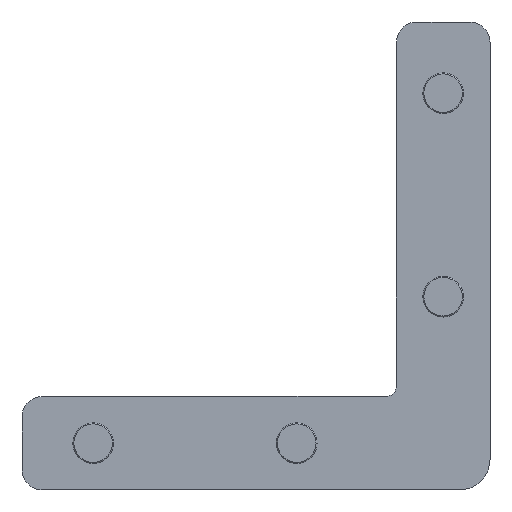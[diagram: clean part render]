
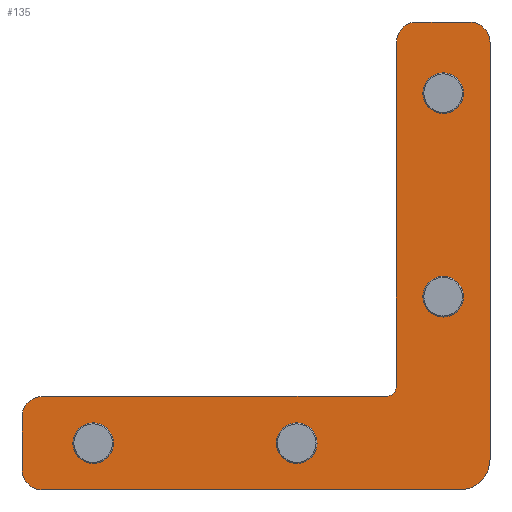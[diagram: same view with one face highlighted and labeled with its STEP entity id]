
A CAD part, front view. The second image highlights one B-rep face of the part: STEP entity #135.
In plain terms, the highlighted planar face has unit normal (0, -1, 0).
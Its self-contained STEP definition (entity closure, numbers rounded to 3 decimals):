
#135=ADVANCED_FACE('',(#317,#318,#319,#320,#321),#322,.T.);
#317=FACE_OUTER_BOUND('',#543,.T.);
#318=FACE_BOUND('',#544,.T.);
#319=FACE_BOUND('',#545,.T.);
#320=FACE_BOUND('',#546,.T.);
#321=FACE_BOUND('',#547,.T.);
#322=PLANE('',#548);
#543=EDGE_LOOP('',(#875,#876,#877,#878,#879,#880,#881,#882,#883,#884,#885,#886));
#544=EDGE_LOOP('',(#887,#888));
#545=EDGE_LOOP('',(#889,#890));
#546=EDGE_LOOP('',(#891,#892));
#547=EDGE_LOOP('',(#893,#894));
#548=AXIS2_PLACEMENT_3D('',#895,#896,#897);
#875=ORIENTED_EDGE('',*,*,#1419,.T.);
#876=ORIENTED_EDGE('',*,*,#1420,.T.);
#877=ORIENTED_EDGE('',*,*,#1421,.T.);
#878=ORIENTED_EDGE('',*,*,#1422,.T.);
#879=ORIENTED_EDGE('',*,*,#1423,.T.);
#880=ORIENTED_EDGE('',*,*,#1424,.T.);
#881=ORIENTED_EDGE('',*,*,#1425,.T.);
#882=ORIENTED_EDGE('',*,*,#1426,.T.);
#883=ORIENTED_EDGE('',*,*,#1427,.T.);
#884=ORIENTED_EDGE('',*,*,#1409,.T.);
#885=ORIENTED_EDGE('',*,*,#1413,.T.);
#886=ORIENTED_EDGE('',*,*,#1417,.T.);
#887=ORIENTED_EDGE('',*,*,#1428,.F.);
#888=ORIENTED_EDGE('',*,*,#1429,.F.);
#889=ORIENTED_EDGE('',*,*,#1430,.F.);
#890=ORIENTED_EDGE('',*,*,#1431,.F.);
#891=ORIENTED_EDGE('',*,*,#1432,.F.);
#892=ORIENTED_EDGE('',*,*,#1433,.F.);
#893=ORIENTED_EDGE('',*,*,#1434,.F.);
#894=ORIENTED_EDGE('',*,*,#1435,.F.);
#895=CARTESIAN_POINT('',(-43.7,-2.5,-6.9));
#896=DIRECTION('',(0.,-1.0,0.));
#897=DIRECTION('',(1.0,0.,0.0));
#1409=EDGE_CURVE('',#1728,#1729,#1730,.T.);
#1413=EDGE_CURVE('',#1729,#1734,#1735,.T.);
#1417=EDGE_CURVE('',#1734,#1738,#1740,.T.);
#1419=EDGE_CURVE('',#1738,#1742,#1743,.T.);
#1420=EDGE_CURVE('',#1742,#1744,#1745,.T.);
#1421=EDGE_CURVE('',#1744,#1746,#1747,.T.);
#1422=EDGE_CURVE('',#1746,#1748,#1749,.T.);
#1423=EDGE_CURVE('',#1748,#1750,#1751,.T.);
#1424=EDGE_CURVE('',#1750,#1752,#1753,.T.);
#1425=EDGE_CURVE('',#1752,#1754,#1755,.T.);
#1426=EDGE_CURVE('',#1754,#1756,#1757,.T.);
#1427=EDGE_CURVE('',#1756,#1728,#1758,.T.);
#1428=EDGE_CURVE('',#1759,#1760,#1761,.T.);
#1429=EDGE_CURVE('',#1760,#1759,#1762,.T.);
#1430=EDGE_CURVE('',#1763,#1764,#1765,.T.);
#1431=EDGE_CURVE('',#1764,#1763,#1766,.T.);
#1432=EDGE_CURVE('',#1767,#1768,#1769,.T.);
#1433=EDGE_CURVE('',#1768,#1767,#1770,.T.);
#1434=EDGE_CURVE('',#1771,#1772,#1773,.T.);
#1435=EDGE_CURVE('',#1772,#1771,#1774,.T.);
#1728=VERTEX_POINT('',#2105);
#1729=VERTEX_POINT('',#2106);
#1730=LINE('',#2107,#2108);
#1734=VERTEX_POINT('',#2114);
#1735=CIRCLE('',#2115,1.0);
#1738=VERTEX_POINT('',#2119);
#1740=LINE('',#2122,#2123);
#1742=VERTEX_POINT('',#2125);
#1743=CIRCLE('',#2126,2.0);
#1744=VERTEX_POINT('',#2127);
#1745=LINE('',#2128,#2129);
#1746=VERTEX_POINT('',#2130);
#1747=CIRCLE('',#2131,2.0);
#1748=VERTEX_POINT('',#2132);
#1749=LINE('',#2133,#2134);
#1750=VERTEX_POINT('',#2135);
#1751=CIRCLE('',#2136,3.0);
#1752=VERTEX_POINT('',#2137);
#1753=LINE('',#2138,#2139);
#1754=VERTEX_POINT('',#2140);
#1755=CIRCLE('',#2141,2.0);
#1756=VERTEX_POINT('',#2142);
#1757=LINE('',#2143,#2144);
#1758=CIRCLE('',#2145,2.0);
#1759=VERTEX_POINT('',#2146);
#1760=VERTEX_POINT('',#2147);
#1761=CIRCLE('',#2148,2.0);
#1762=CIRCLE('',#2149,2.0);
#1763=VERTEX_POINT('',#2150);
#1764=VERTEX_POINT('',#2151);
#1765=CIRCLE('',#2152,2.0);
#1766=CIRCLE('',#2153,2.0);
#1767=VERTEX_POINT('',#2154);
#1768=VERTEX_POINT('',#2155);
#1769=CIRCLE('',#2156,2.0);
#1770=CIRCLE('',#2157,2.0);
#1771=VERTEX_POINT('',#2158);
#1772=VERTEX_POINT('',#2159);
#1773=CIRCLE('',#2160,2.0);
#1774=CIRCLE('',#2161,2.0);
#2105=CARTESIAN_POINT('',(-4.6,-2.5,39.4));
#2106=CARTESIAN_POINT('',(-4.6,-2.5,5.6));
#2107=CARTESIAN_POINT('',(-4.6,-2.5,39.4));
#2108=VECTOR('',#2468,33.8);
#2114=CARTESIAN_POINT('',(-5.6,-2.5,4.6));
#2115=AXIS2_PLACEMENT_3D('',#2471,#2472,#2473);
#2119=CARTESIAN_POINT('',(-39.4,-2.5,4.6));
#2122=CARTESIAN_POINT('',(-5.6,-2.5,4.6));
#2123=VECTOR('',#2476,33.8);
#2125=CARTESIAN_POINT('',(-41.4,-2.5,2.6));
#2126=AXIS2_PLACEMENT_3D('',#2477,#2478,#2479);
#2127=CARTESIAN_POINT('',(-41.4,-2.5,-2.6));
#2128=CARTESIAN_POINT('',(-41.4,-2.5,2.6));
#2129=VECTOR('',#2480,5.2);
#2130=CARTESIAN_POINT('',(-39.4,-2.5,-4.6));
#2131=AXIS2_PLACEMENT_3D('',#2481,#2482,#2483);
#2132=CARTESIAN_POINT('',(1.6,-2.5,-4.6));
#2133=CARTESIAN_POINT('',(-39.4,-2.5,-4.6));
#2134=VECTOR('',#2484,41.0);
#2135=CARTESIAN_POINT('',(4.6,-2.5,-1.6));
#2136=AXIS2_PLACEMENT_3D('',#2485,#2486,#2487);
#2137=CARTESIAN_POINT('',(4.6,-2.5,39.4));
#2138=CARTESIAN_POINT('',(4.6,-2.5,-1.6));
#2139=VECTOR('',#2488,41.0);
#2140=CARTESIAN_POINT('',(2.6,-2.5,41.4));
#2141=AXIS2_PLACEMENT_3D('',#2489,#2490,#2491);
#2142=CARTESIAN_POINT('',(-2.6,-2.5,41.4));
#2143=CARTESIAN_POINT('',(2.6,-2.5,41.4));
#2144=VECTOR('',#2492,5.2);
#2145=AXIS2_PLACEMENT_3D('',#2493,#2494,#2495);
#2146=CARTESIAN_POINT('',(-2.,-2.5,34.4));
#2147=CARTESIAN_POINT('',(2.,-2.5,34.4));
#2148=AXIS2_PLACEMENT_3D('',#2496,#2497,#2498);
#2149=AXIS2_PLACEMENT_3D('',#2499,#2500,#2501);
#2150=CARTESIAN_POINT('',(-2.,-2.5,14.4));
#2151=CARTESIAN_POINT('',(2.,-2.5,14.4));
#2152=AXIS2_PLACEMENT_3D('',#2502,#2503,#2504);
#2153=AXIS2_PLACEMENT_3D('',#2505,#2506,#2507);
#2154=CARTESIAN_POINT('',(-34.4,-2.5,-2.0));
#2155=CARTESIAN_POINT('',(-34.4,-2.5,2.0));
#2156=AXIS2_PLACEMENT_3D('',#2508,#2509,#2510);
#2157=AXIS2_PLACEMENT_3D('',#2511,#2512,#2513);
#2158=CARTESIAN_POINT('',(-14.4,-2.5,-2.0));
#2159=CARTESIAN_POINT('',(-14.4,-2.5,2.0));
#2160=AXIS2_PLACEMENT_3D('',#2514,#2515,#2516);
#2161=AXIS2_PLACEMENT_3D('',#2517,#2518,#2519);
#2468=DIRECTION('',(0.,0.,-1.0));
#2471=CARTESIAN_POINT('',(-5.6,-2.5,5.6));
#2472=DIRECTION('',(0.,1.0,0.));
#2473=DIRECTION('',(1.0,0.,0.0));
#2476=DIRECTION('',(-1.0,0.,0.0));
#2477=CARTESIAN_POINT('',(-39.4,-2.5,2.6));
#2478=DIRECTION('',(0.,-1.0,0.));
#2479=DIRECTION('',(0.,0.,1.0));
#2480=DIRECTION('',(0.,0.,-1.0));
#2481=CARTESIAN_POINT('',(-39.4,-2.5,-2.6));
#2482=DIRECTION('',(0.,-1.0,0.));
#2483=DIRECTION('',(-1.0,0.,0.0));
#2484=DIRECTION('',(1.0,0.,0.0));
#2485=CARTESIAN_POINT('',(1.6,-2.5,-1.6));
#2486=DIRECTION('',(0.,-1.0,0.));
#2487=DIRECTION('',(0.,0.,-1.0));
#2488=DIRECTION('',(0.,0.,1.0));
#2489=CARTESIAN_POINT('',(2.6,-2.5,39.4));
#2490=DIRECTION('',(0.,-1.0,0.));
#2491=DIRECTION('',(1.0,0.,0.0));
#2492=DIRECTION('',(-1.0,0.,0.0));
#2493=CARTESIAN_POINT('',(-2.6,-2.5,39.4));
#2494=DIRECTION('',(0.,-1.0,0.));
#2495=DIRECTION('',(0.,0.,1.0));
#2496=CARTESIAN_POINT('',(0.,-2.5,34.4));
#2497=DIRECTION('',(0.,-1.0,0.));
#2498=DIRECTION('',(-1.0,0.,0.0));
#2499=CARTESIAN_POINT('',(0.,-2.5,34.4));
#2500=DIRECTION('',(0.,-1.0,0.));
#2501=DIRECTION('',(1.0,0.,0.0));
#2502=CARTESIAN_POINT('',(0.,-2.5,14.4));
#2503=DIRECTION('',(0.,-1.0,0.));
#2504=DIRECTION('',(-1.0,0.,0.0));
#2505=CARTESIAN_POINT('',(0.,-2.5,14.4));
#2506=DIRECTION('',(0.,-1.0,0.));
#2507=DIRECTION('',(1.0,0.,0.0));
#2508=CARTESIAN_POINT('',(-34.4,-2.5,0.));
#2509=DIRECTION('',(0.,-1.0,0.));
#2510=DIRECTION('',(0.,0.,-1.0));
#2511=CARTESIAN_POINT('',(-34.4,-2.5,0.));
#2512=DIRECTION('',(0.,-1.0,0.));
#2513=DIRECTION('',(0.,0.,1.0));
#2514=CARTESIAN_POINT('',(-14.4,-2.5,0.));
#2515=DIRECTION('',(0.,-1.0,0.));
#2516=DIRECTION('',(0.,0.,-1.0));
#2517=CARTESIAN_POINT('',(-14.4,-2.5,0.));
#2518=DIRECTION('',(0.,-1.0,0.));
#2519=DIRECTION('',(0.,0.,1.0));
